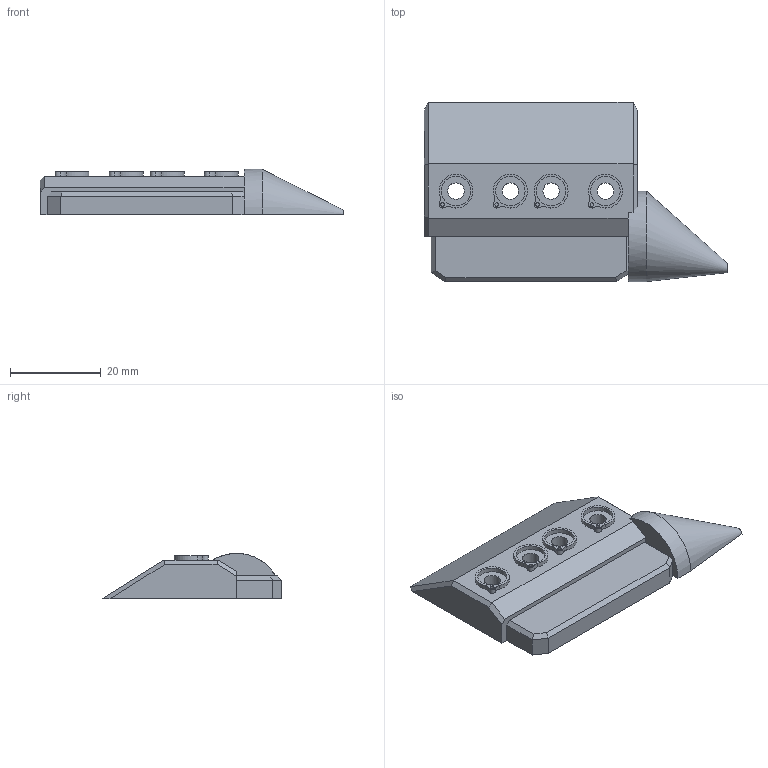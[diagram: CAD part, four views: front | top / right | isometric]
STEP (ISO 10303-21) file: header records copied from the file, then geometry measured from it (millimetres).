
FILE_DESCRIPTION(('FreeCAD Model'),'2;1');
FILE_NAME('Open CASCADE Shape Model','2022-12-31T16:59:53',(''),(''), 'Open CASCADE STEP processor 7.6','FreeCAD','Unknown');
FILE_SCHEMA(('AUTOMOTIVE_DESIGN { 1 0 10303 214 1 1 1 1 }'));
Length unit declared in the file: millimetre
Products named in the file (1): Body001
Bounding box: 67 x 39.6 x 10 mm (x, y, z)
Volume: 12219.9 mm3; surface area: 5610.4 mm2
Topology: 1 solids, 1 shells, 67 faces, 155 edges, 102 vertices
Faces by surface type: plane 36, cylinder 29, bspline 2
Full cylindrical faces by diameter (mm): 0.8 x4, 3.6 x4, 6.5 x4
Entity records: 4340 total; most frequent: CARTESIAN_POINT 865, DIRECTION 616, LINE 334, VECTOR 334, ORIENTED_EDGE 310, PCURVE 310, DEFINITIONAL_REPRESENTATION 310, EDGE_CURVE 155
